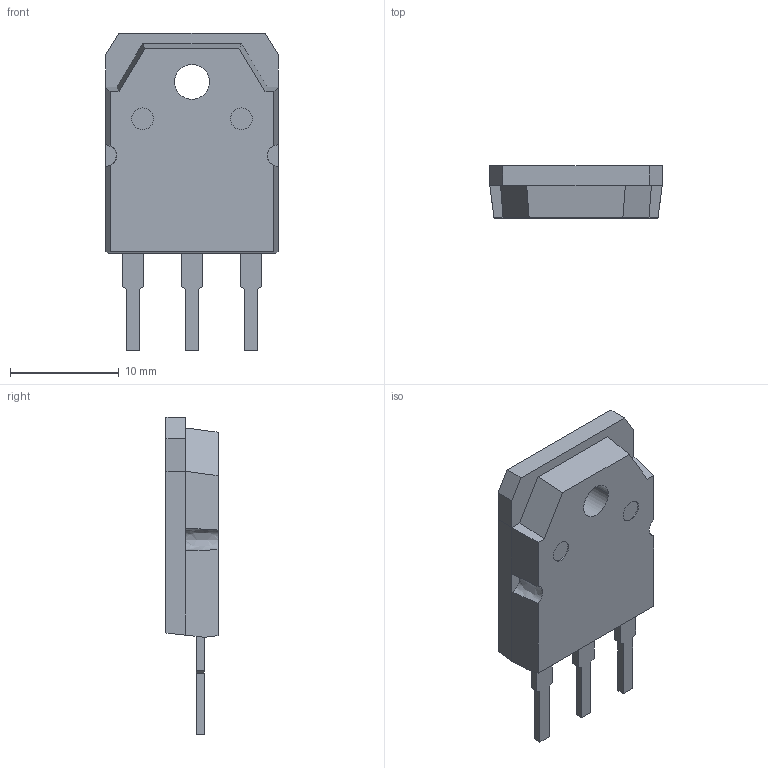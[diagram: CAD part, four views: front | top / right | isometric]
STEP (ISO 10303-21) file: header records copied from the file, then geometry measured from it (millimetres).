
FILE_DESCRIPTION((''),'2;1');
FILE_NAME('TOSHIBA_TO-3P(N)_v.stp','2012-05-03T14:07:09',(''),(''),'Mechanical Desktop 2011','Mechanical Desktop 2011',', , ');
FILE_SCHEMA(('AUTOMOTIVE_DESIGN { 1 2 10303 214 1 1 1 1 }'));
Length unit declared in the file: millimetre
Products named in the file (1): Product
Bounding box: 15.9 x 4.8 x 29.3 mm (x, y, z)
Volume: 1387 mm3; surface area: 1741.7 mm2
Topology: 6 solids, 6 shells, 83 faces, 201 edges, 130 vertices
Faces by surface type: plane 68, cylinder 13, bspline 2
Entity records: 2469 total; most frequent: CARTESIAN_POINT 435, ORIENTED_EDGE 402, DIRECTION 399, EDGE_CURVE 201, VECTOR 167, LINE 167, VERTEX_POINT 130, AXIS2_PLACEMENT_3D 116
